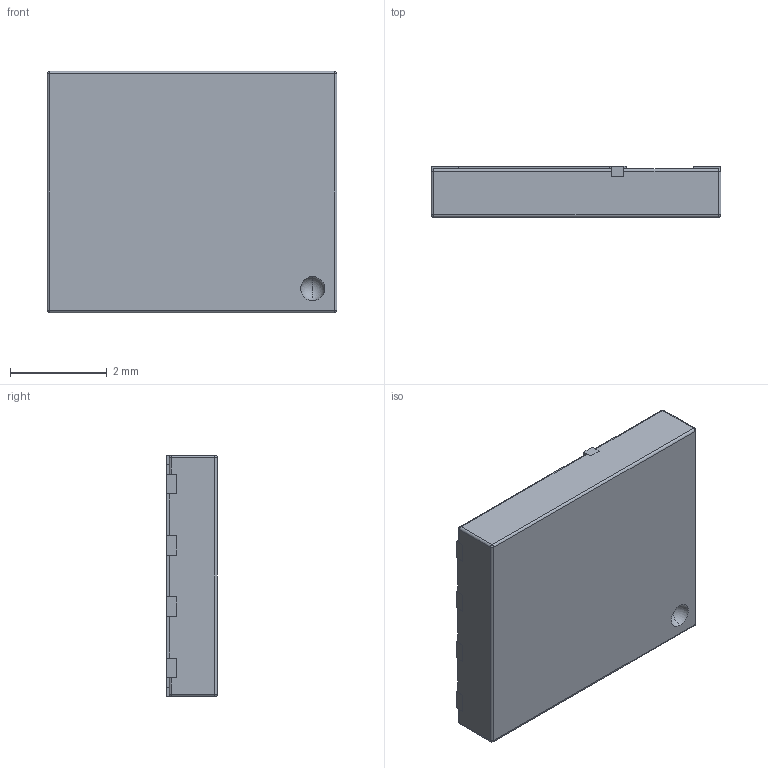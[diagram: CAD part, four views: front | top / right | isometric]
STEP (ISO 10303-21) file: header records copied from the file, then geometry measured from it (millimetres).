
FILE_DESCRIPTION (( 'STEP AP214' ), '1' );
FILE_NAME ('User Library-SON8-5x6mm.STEP', '2017-01-13T09:37:55', ( 'Windows User' ), ( '' ), 'SwSTEP 2.0', 'SolidWorks 2017', '' );
FILE_SCHEMA (( 'AUTOMOTIVE_DESIGN' ));
Length unit declared in the file: millimetre
Products named in the file (1): User Library-SON8-5x6mm
Bounding box: 6 x 1.05 x 5 mm (x, y, z)
Volume: 30.8 mm3; surface area: 123 mm2
Topology: 6 solids, 6 shells, 139 faces, 362 edges, 228 vertices
Faces by surface type: plane 113, cylinder 16, sphere 8, torus 2
Entity records: 4490 total; most frequent: CARTESIAN_POINT 722, ORIENTED_EDGE 708, DIRECTION 672, EDGE_CURVE 354, LINE 316, VECTOR 316, VERTEX_POINT 228, AXIS2_PLACEMENT_3D 178
